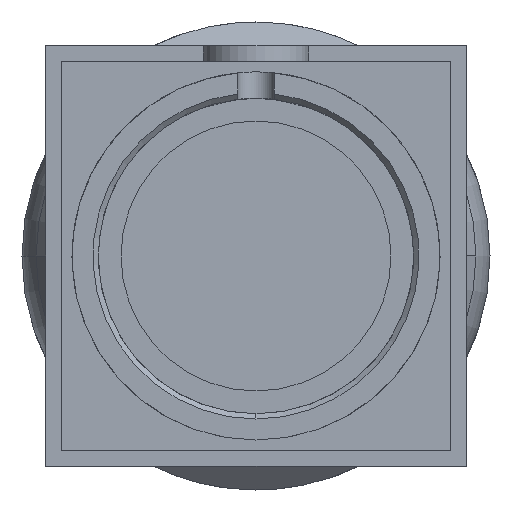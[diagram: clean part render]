
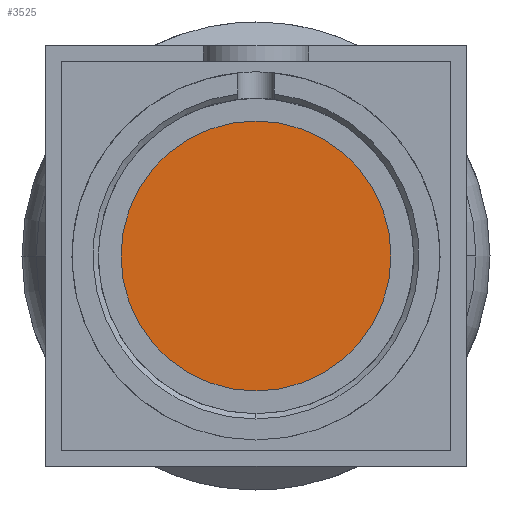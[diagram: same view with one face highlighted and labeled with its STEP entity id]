
A CAD part, front view. The second image highlights one B-rep face of the part: STEP entity #3525.
In plain terms, the highlighted planar face has unit normal (0, -1, 0).
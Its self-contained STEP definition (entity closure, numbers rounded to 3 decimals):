
#648 = DIRECTION ( 'NONE',  ( 0., -1., 0. ) ) ;
#1463 = CARTESIAN_POINT ( 'NONE',  ( 2.567, -35.8, 0. ) ) ;
#1842 = DIRECTION ( 'NONE',  ( 0., -1., 0. ) ) ;
#2199 = VERTEX_POINT ( 'NONE', #6139 ) ;
#2547 = EDGE_LOOP ( 'NONE', ( #2935, #9284 ) ) ;
#2935 = ORIENTED_EDGE ( 'NONE', *, *, #5973, .T. ) ;
#3006 = PLANE ( 'NONE',  #3495 ) ;
#3035 = DIRECTION ( 'NONE',  ( -1., 0., 0. ) ) ;
#3495 = AXIS2_PLACEMENT_3D ( 'NONE', #4658, #3952, #7110 ) ;
#3525 = ADVANCED_FACE ( 'Defeature ausgef�hrt6_94', ( #5030 ), #3006, .T. ) ;
#3952 = DIRECTION ( 'NONE',  ( 0., -1., 0. ) ) ;
#4357 = CIRCLE ( 'NONE', #7764, 2.567 ) ;
#4658 = CARTESIAN_POINT ( 'NONE',  ( 2.65, -35.8, 0. ) ) ;
#5030 = FACE_OUTER_BOUND ( 'NONE', #2547, .T. ) ;
#5699 = AXIS2_PLACEMENT_3D ( 'NONE', #10291, #648, #3035 ) ;
#5890 = DIRECTION ( 'NONE',  ( -1., 0., 0. ) ) ;
#5973 = EDGE_CURVE ( 'Defeature ausgef�hrt6_94+Defeature ausgef�hrt6_134+Defeature ausgef�hrt6_134+Defeature ausgef�hrt6_134', #2199, #6864, #4357, .T. ) ;
#6139 = CARTESIAN_POINT ( 'NONE',  ( -2.567, -35.8, 0. ) ) ;
#6169 = CIRCLE ( 'NONE', #5699, 2.567 ) ;
#6703 = CARTESIAN_POINT ( 'NONE',  ( 0., -35.8, 0. ) ) ;
#6864 = VERTEX_POINT ( 'NONE', #1463 ) ;
#7110 = DIRECTION ( 'NONE',  ( -1., 0., 0. ) ) ;
#7764 = AXIS2_PLACEMENT_3D ( 'NONE', #6703, #1842, #5890 ) ;
#9284 = ORIENTED_EDGE ( 'NONE', *, *, #10196, .T. ) ;
#10196 = EDGE_CURVE ( 'Defeature ausgef�hrt6_94+Defeature ausgef�hrt6_134+Defeature ausgef�hrt6_134+Defeature ausgef�hrt6_134', #6864, #2199, #6169, .T. ) ;
#10291 = CARTESIAN_POINT ( 'NONE',  ( 0., -35.8, 0. ) ) ;
